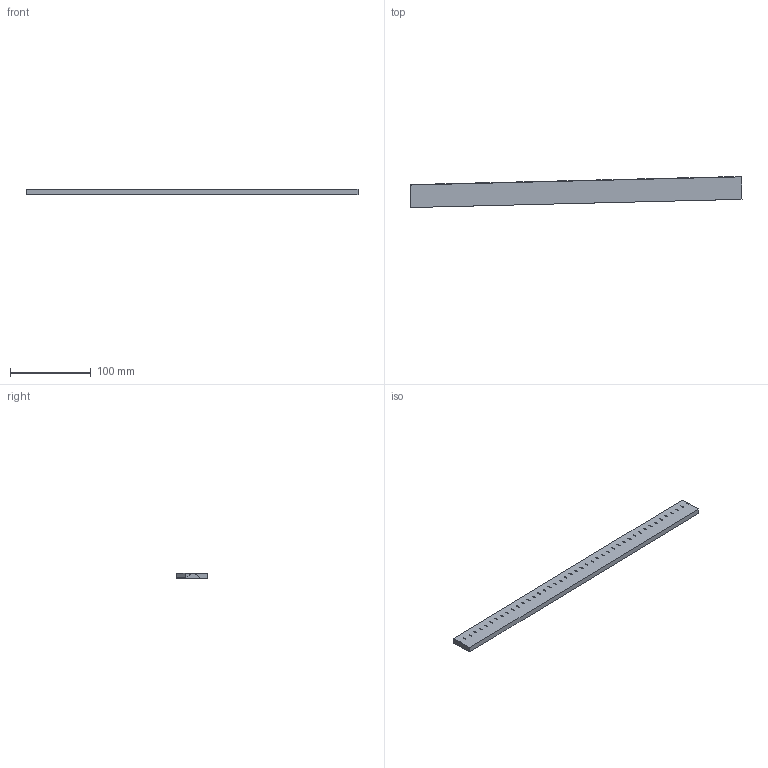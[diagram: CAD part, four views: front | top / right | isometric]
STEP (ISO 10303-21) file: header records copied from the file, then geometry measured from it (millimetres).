
FILE_DESCRIPTION(/* description */ ('Unknown'),/* implementation_level */ '2;1');
FILE_NAME(/* name */ '3851050_maxSized',/* time_stamp */ '2019-12-03T16:36:51+08:00',/* author */ ('Unknown'),/* organization */ ('Unknown'),/* preprocessor_version */ 'ST-DEVELOPER v16.7',/* originating_system */ 'DEX',/* authorisation */ $);
FILE_SCHEMA (('AUTOMOTIVE_DESIGN {1 0 10303 214 3 1 1}'));
Length unit declared in the file: millimetre
Products named in the file (3): 3851050_maxSized; maxSized; 3851050_409,79mm
Assembly tree (2 placements, depth 2):
  3851050_maxSized
    maxSized
    3851050_409,79mm
Bounding box: 411.15 x 38.56 x 6.7 mm (x, y, z)
Volume: 76555.1 mm3; surface area: 52660.4 mm2
Topology: 2 solids, 2 shells, 743 faces, 3163 edges, 2424 vertices
Faces by surface type: cylinder 431, plane 312
Full cylindrical faces by diameter (mm): 3.6 x43
Entity records: 35304 total; most frequent: CARTESIAN_POINT 10762, ORIENTED_EDGE 6240, DIRECTION 3840, EDGE_CURVE 3120, VERTEX_POINT 2424, B_SPLINE_CURVE_WITH_KNOTS 1376, AXIS2_PLACEMENT_3D 1350, LINE 1140
